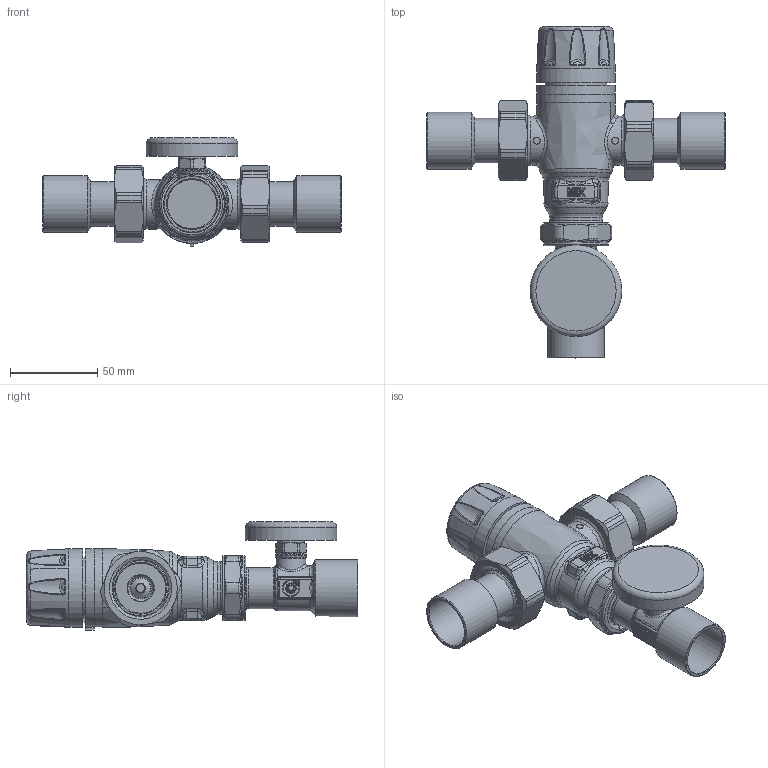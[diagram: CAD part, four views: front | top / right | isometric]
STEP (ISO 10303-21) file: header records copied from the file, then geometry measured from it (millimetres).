
FILE_DESCRIPTION(/* description */ (''),/* implementation_level */ '2;1');
FILE_NAME(/* name */ '521619AC_Simplify_1.stp',/* time_stamp */ '2025-07-31T12:35:25-05:00',/* author */ ('ischreiner'),/* organization */ (''),/* preprocessor_version */ 'ST-DEVELOPER v20',/* originating_system */ 'Autodesk Inventor 2025',/* authorisation */ '');
FILE_SCHEMA (('AUTOMOTIVE_DESIGN { 1 0 10303 214 3 1 1 }'));
Products named in the file (1): 521619AC_Simplify_1
Bounding box: 171 x 189.85 x 61.9 mm (x, y, z)
Volume: 298490.8 mm3; surface area: 79214.1 mm2
Topology: 8 solids, 8 shells, 2326 faces, 5645 edges, 3249 vertices
Faces by surface type: bspline 735, plane 602, cylinder 596, cone 155, torus 132, sphere 106
Full cylindrical faces by diameter (mm): 2 x1, 4 x2, 5.24 x2, 8 x1, 9 x1, 12.6 x2, 15 x2, 15.24 x1, 15.875 x1, 16.55 x2, 17 x1, 18 x1, 19.55 x2, 19.6 x4, 20.1 x4, 20.6 x4, 22 x2, 23.5 x1, 24 x1, 25.5 x2, 28 x2, 28.4 x2, 28.7 x3, 29.6 x1, 30 x1, 30.048 x2, 30.3 x2, 30.48 x2, 30.5 x1, 31 x1
Entity records: 122638 total; most frequent: CARTESIAN_POINT 70223, ORIENTED_EDGE 10968, DIRECTION 9672, EDGE_CURVE 5484, AXIS2_PLACEMENT_3D 3896, VERTEX_POINT 3249, EDGE_LOOP 2429, STYLED_ITEM 2334
